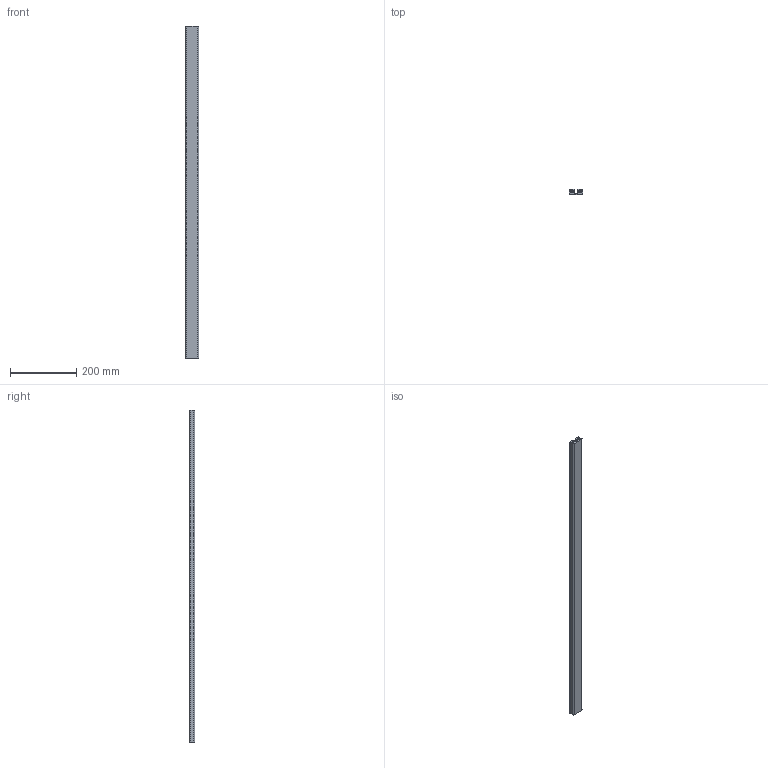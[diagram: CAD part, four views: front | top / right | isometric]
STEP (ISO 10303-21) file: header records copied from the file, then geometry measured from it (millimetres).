
FILE_DESCRIPTION((''),'2;1');
FILE_NAME('P40x16S_N8_I.stp','2012-12-07T14:38:38',('Schwarz'),(''),'Autodesk Inventor 2009','Autodesk Inventor 2009','');
FILE_SCHEMA(('AUTOMOTIVE_DESIGN { 1 0 10303 214 1 1 1 1 }'));
Length unit declared in the file: millimetre
Products named in the file (1): P40x16S_N8_I
Bounding box: 40 x 16 x 1000 mm (x, y, z)
Volume: 428048.1 mm3; surface area: 175495.1 mm2
Topology: 1 solids, 1 shells, 28 faces, 78 edges, 52 vertices
Faces by surface type: cylinder 16, plane 12
Full cylindrical faces by diameter (mm): 5 x2
Entity records: 938 total; most frequent: DIRECTION 166, CARTESIAN_POINT 157, ORIENTED_EDGE 152, EDGE_CURVE 76, AXIS2_PLACEMENT_3D 61, VERTEX_POINT 52, VECTOR 44, LINE 44
